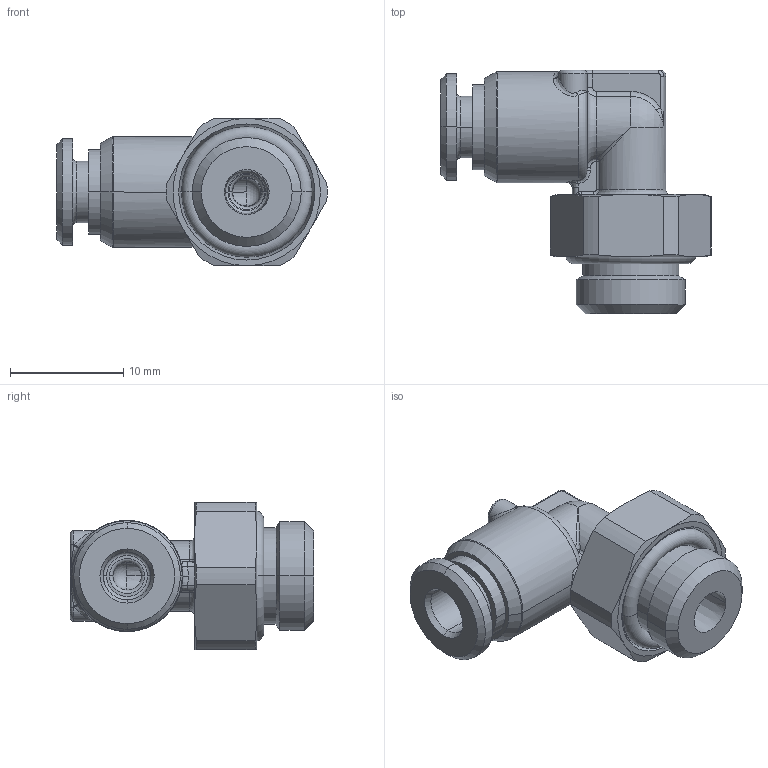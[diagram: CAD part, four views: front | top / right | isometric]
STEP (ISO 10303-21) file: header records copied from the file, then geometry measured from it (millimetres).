
FILE_DESCRIPTION((''),'2;1');
FILE_NAME('mxm.16.04.18',(''),('sopra-pneumatic'),'PRO/ENGINEER BY PARAMETRIC TECHNOLOGY CORPORATION, 2014200','PRO/ENGINEER BY PARAMETRIC TECHNOLOGY CORPORATION, 2014200','');
FILE_SCHEMA(('CONFIG_CONTROL_DESIGN'));
Length unit declared in the file: millimetre
Products named in the file (1): 384104B_930X4M-4FF-1-8
Bounding box: 23.85 x 21.45 x 13 mm (x, y, z)
Volume: 1941.4 mm3; surface area: 2137.9 mm2
Topology: 2 solids, 2 shells, 196 faces, 445 edges, 257 vertices
Faces by surface type: cylinder 56, torus 37, cone 36, plane 32, bspline 30, sphere 5
Entity records: 7226 total; most frequent: CARTESIAN_POINT 2937, DIRECTION 910, ORIENTED_EDGE 890, EDGE_CURVE 445, AXIS2_PLACEMENT_3D 394, VERTEX_POINT 257, CIRCLE 228, EDGE_LOOP 208
